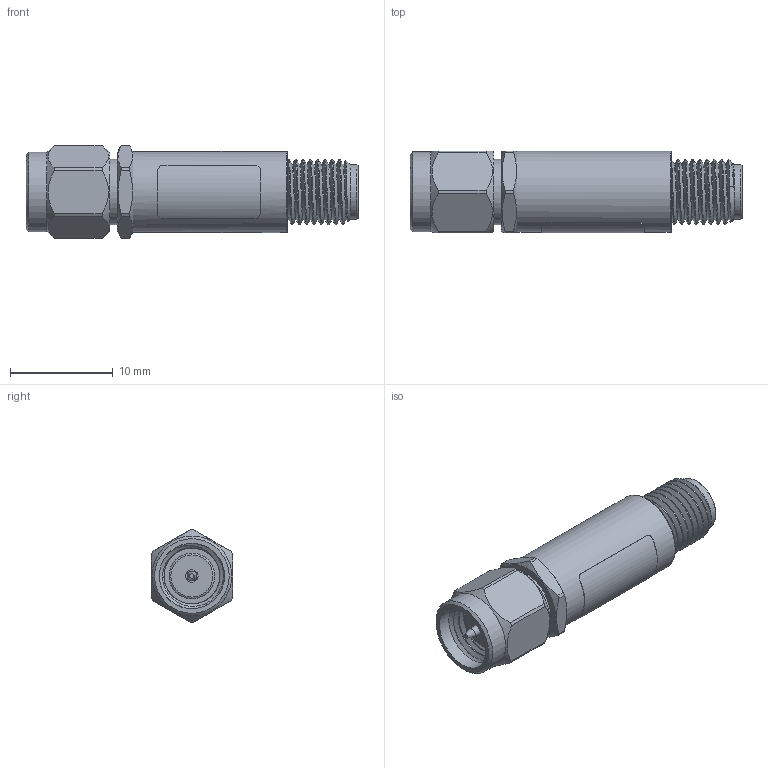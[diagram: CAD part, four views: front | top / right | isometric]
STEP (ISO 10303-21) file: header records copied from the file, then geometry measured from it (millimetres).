
FILE_DESCRIPTION (( 'STEP AP203' ), '1' );
FILE_NAME ('PE8037_3D.step', '2020-08-18T18:10:38', ( '' ), ( '' ), 'SwSTEP 2.0', 'SolidWorks 2018', '' );
FILE_SCHEMA (( 'CONFIG_CONTROL_DESIGN' ));
Length unit declared in the file: inch
Products named in the file (1): PE8037_3D
Bounding box: 32.26 x 7.96 x 8.99 mm (x, y, z)
Volume: 1310.2 mm3; surface area: 1269.4 mm2
Topology: 1 solids, 1 shells, 85 faces, 207 edges, 135 vertices
Faces by surface type: cylinder 31, plane 25, bspline 15, cone 12, torus 2
Full cylindrical faces by diameter (mm): 0.94 x2, 1.194 x2, 4.445 x1, 4.572 x1, 5.334 x1, 6.35 x7, 7.762 x1, 7.874 x1
Entity records: 5936 total; most frequent: CARTESIAN_POINT 4340, ORIENTED_EDGE 310, DIRECTION 270, EDGE_CURVE 155, AXIS2_PLACEMENT_3D 123, VERTEX_POINT 113, EDGE_LOOP 112, FACE_OUTER_BOUND 91
